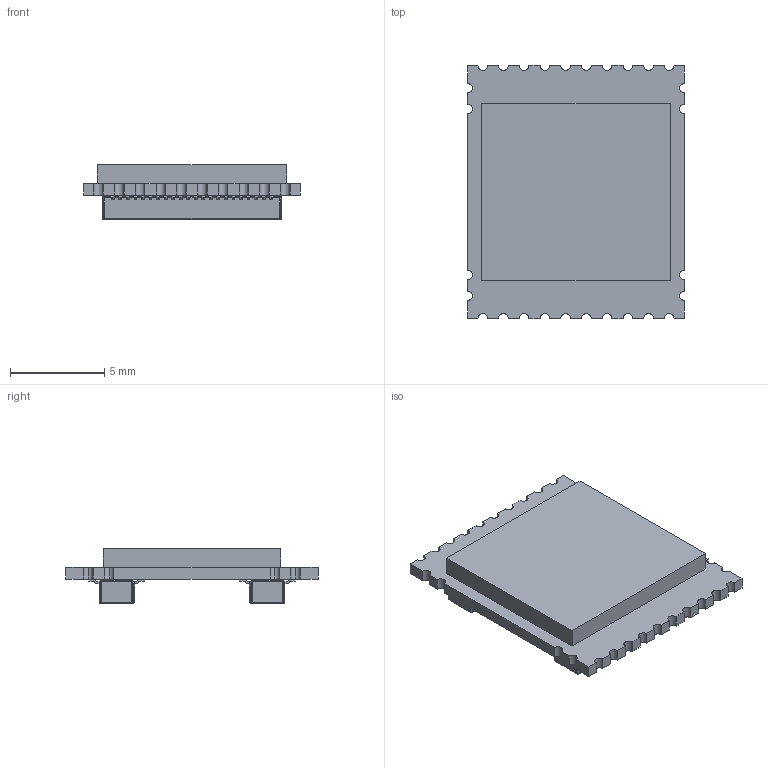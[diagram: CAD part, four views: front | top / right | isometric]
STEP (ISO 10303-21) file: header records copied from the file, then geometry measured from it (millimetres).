
FILE_DESCRIPTION(('Open CASCADE Model'),'2;1');
FILE_NAME('Open CASCADE Shape Model','2025-01-09T15:05:53',('Author'),( 'Open CASCADE'),'Open CASCADE STEP processor 7.5','Open CASCADE 7.5' ,'Unknown');
FILE_SCHEMA(('AUTOMOTIVE_DESIGN { 1 0 10303 214 1 1 1 1 }'));
Length unit declared in the file: millimetre
Products named in the file (15): PCB; Board; Open CASCADE STEP translator 7.5 2.1.1; J2; Conn_Hirose_DF40C-40DP-0_4V_51_eec; 1; 2; Open CASCADE STEP translator 7.5 2.2.1.2.1; Open CASCADE STEP translator 7.5 2.2.1.2.2; 3; Hirose Electric; J1; P1; 5772901712; Extruded
Assembly tree (15 placements, depth 5):
  PCB
    Board
      Open CASCADE STEP translator 7.5 2.1.1
    J2
      Conn_Hirose_DF40C-40DP-0_4V_51_eec
        1
        2
          Open CASCADE STEP translator 7.5 2.2.1.2.1
          Open CASCADE STEP translator 7.5 2.2.1.2.2
        3
        Hirose Electric
    J1
      Conn_Hirose_DF40C-40DP-0_4V_51_eec
        1
        2
          Open CASCADE STEP translator 7.5 2.2.1.2.1
          Open CASCADE STEP translator 7.5 2.2.1.2.2
        3
        Hirose Electric
    P1
      5772901712
        Extruded
Bounding box: 11.5 x 13.4 x 2.91 mm (x, y, z)
Volume: 213 mm3; surface area: 857.2 mm2
Topology: 182 solids, 182 shells, 2742 faces, 7436 edges, 5784 vertices
Faces by surface type: plane 2054, cylinder 644, torus 24, bspline 12, cone 8
Entity records: 46871 total; most frequent: CARTESIAN_POINT 8785, DIRECTION 6974, ORIENTED_EDGE 6920, EDGE_CURVE 3460, LINE 2732, VECTOR 2732, VERTEX_POINT 2240, AXIS2_PLACEMENT_3D 2121
